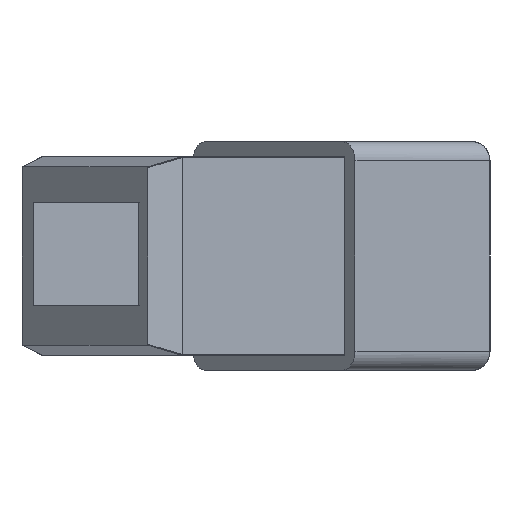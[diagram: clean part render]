
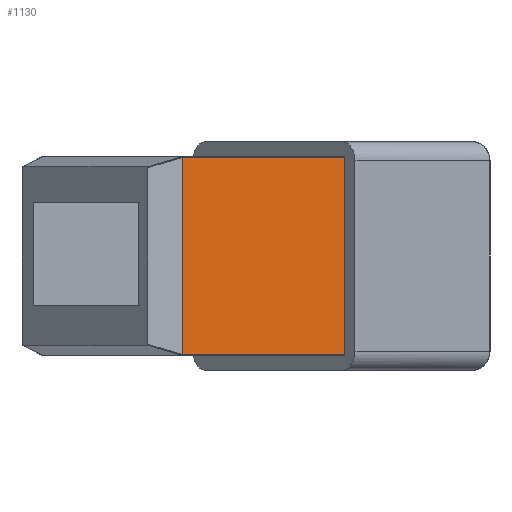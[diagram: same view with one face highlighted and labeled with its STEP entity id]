
A CAD part, left-side view. The second image highlights one B-rep face of the part: STEP entity #1130.
In plain terms, the highlighted planar face has unit normal (-0.707, -0.707, 0).
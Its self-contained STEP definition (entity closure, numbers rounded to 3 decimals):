
#168=FACE_OUTER_BOUND('',#233,.T.);
#233=EDGE_LOOP('',(#1006,#1007,#1008,#1009));
#260=LINE('',#1680,#362);
#269=LINE('',#1710,#371);
#309=LINE('',#1849,#411);
#336=LINE('',#1959,#438);
#362=VECTOR('',#1326,10.);
#371=VECTOR('',#1353,10.);
#411=VECTOR('',#1503,10.);
#438=VECTOR('',#1600,10.);
#459=VERTEX_POINT('',#1672);
#462=VERTEX_POINT('',#1678);
#473=VERTEX_POINT('',#1707);
#474=VERTEX_POINT('',#1709);
#575=EDGE_CURVE('',#462,#459,#260,.T.);
#589=EDGE_CURVE('',#473,#474,#269,.T.);
#659=EDGE_CURVE('',#474,#462,#309,.T.);
#705=EDGE_CURVE('',#459,#473,#336,.T.);
#1006=ORIENTED_EDGE('',*,*,#575,.F.);
#1007=ORIENTED_EDGE('',*,*,#659,.F.);
#1008=ORIENTED_EDGE('',*,*,#589,.F.);
#1009=ORIENTED_EDGE('',*,*,#705,.F.);
#1068=PLANE('',#1272);
#1130=ADVANCED_FACE('',(#168),#1068,.T.);
#1272=AXIS2_PLACEMENT_3D('',#1989,#1613,#1614);
#1326=DIRECTION('',(0.707,-0.707,0.));
#1353=DIRECTION('',(-0.707,0.707,0.));
#1503=DIRECTION('',(0.,0.,1.));
#1600=DIRECTION('',(0.,0.,-1.));
#1613=DIRECTION('center_axis',(-0.707,-0.707,0.));
#1614=DIRECTION('ref_axis',(0.,0.,
1.));
#1672=CARTESIAN_POINT('',(-22.477,4.092,27.9));
#1678=CARTESIAN_POINT('',(-43.69,25.305,27.9));
#1680=CARTESIAN_POINT('',(-22.477,4.092,27.9));
#1707=CARTESIAN_POINT('',(-22.477,4.092,2.1));
#1709=CARTESIAN_POINT('',(-43.69,25.305,2.1));
#1710=CARTESIAN_POINT('',(-22.477,4.092,2.1));
#1849=CARTESIAN_POINT('',(-43.69,25.305,8.5));
#1959=CARTESIAN_POINT('',(-22.477,4.092,1.));
#1989=CARTESIAN_POINT('Origin',(-22.477,4.092,2.));
